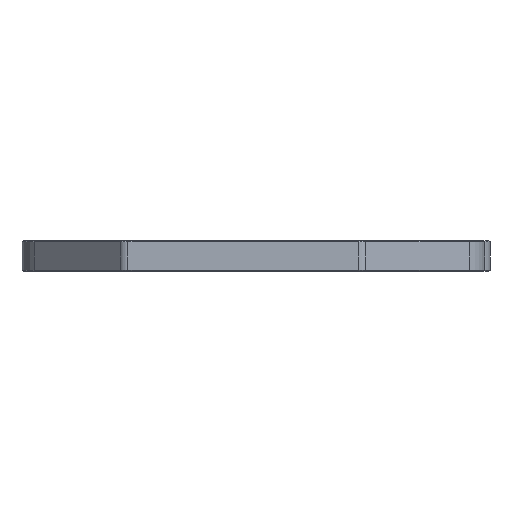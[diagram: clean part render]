
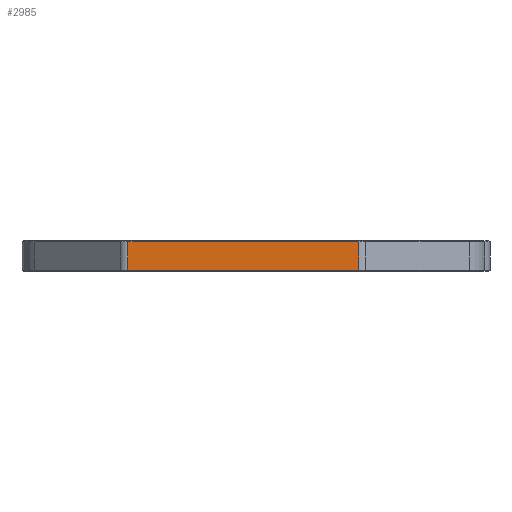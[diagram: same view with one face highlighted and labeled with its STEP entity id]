
A CAD part, front view. The second image highlights one B-rep face of the part: STEP entity #2985.
In plain terms, the highlighted planar face has unit normal (0, -1, 0).
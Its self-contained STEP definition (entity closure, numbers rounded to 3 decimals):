
#141=PLANE('',#3310);
#265=FACE_OUTER_BOUND('',#486,.T.);
#486=EDGE_LOOP('',(#2523,#2524,#2525,#2526));
#907=LINE('',#6910,#1126);
#921=LINE('',#6949,#1140);
#922=LINE('',#6953,#1141);
#923=LINE('',#6954,#1142);
#1126=VECTOR('',#3969,10.);
#1140=VECTOR('',#4013,10.);
#1141=VECTOR('',#4018,10.);
#1142=VECTOR('',#4019,10.);
#1457=VERTEX_POINT('',#6904);
#1458=VERTEX_POINT('',#6908);
#1468=VERTEX_POINT('',#6948);
#1469=VERTEX_POINT('',#6952);
#1820=EDGE_CURVE('',#1458,#1457,#907,.T.);
#1839=EDGE_CURVE('',#1457,#1468,#921,.T.);
#1841=EDGE_CURVE('',#1469,#1458,#922,.T.);
#1842=EDGE_CURVE('',#1468,#1469,#923,.T.);
#2523=ORIENTED_EDGE('',*,*,#1820,.F.);
#2524=ORIENTED_EDGE('',*,*,#1841,.F.);
#2525=ORIENTED_EDGE('',*,*,#1842,.F.);
#2526=ORIENTED_EDGE('',*,*,#1839,.F.);
#2985=ADVANCED_FACE('',(#265),#141,.T.);
#3310=AXIS2_PLACEMENT_3D('',#6951,#4016,#4017);
#3969=DIRECTION('',(-1.,0.,0.));
#4013=DIRECTION('',(0.,0.,1.));
#4016=DIRECTION('center_axis',(0.,-1.,0.));
#4017=DIRECTION('ref_axis',(-1.,0.,0.));
#4018=DIRECTION('',(0.,0.,-1.));
#4019=DIRECTION('',(1.,0.,0.));
#6904=CARTESIAN_POINT('',(-13.464,-39.45,-2.9));
#6908=CARTESIAN_POINT('',(9.475,-39.45,-2.9));
#6910=CARTESIAN_POINT('',(4.55,-39.45,-2.9));
#6948=CARTESIAN_POINT('',(-13.464,-39.45,-0.1));
#6949=CARTESIAN_POINT('',(-13.464,-39.45,0.));
#6951=CARTESIAN_POINT('Origin',(9.85,-39.45,0.));
#6952=CARTESIAN_POINT('',(9.475,-39.45,-0.1));
#6953=CARTESIAN_POINT('',(9.475,-39.45,0.));
#6954=CARTESIAN_POINT('',(4.55,-39.45,-0.1));
